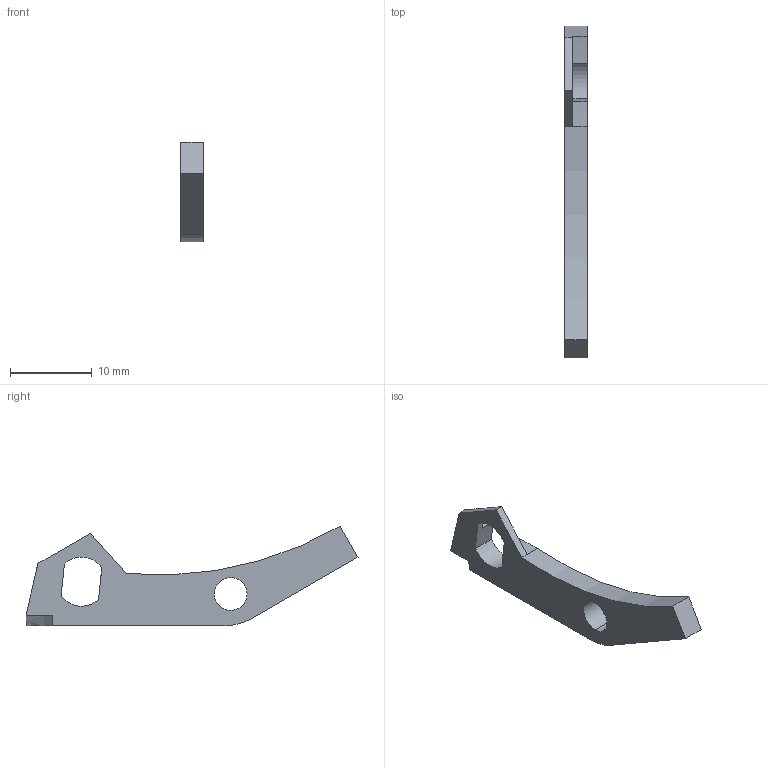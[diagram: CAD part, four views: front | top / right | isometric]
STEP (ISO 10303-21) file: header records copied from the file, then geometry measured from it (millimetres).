
FILE_DESCRIPTION (( 'STEP AP214' ), '1' );
FILE_NAME ('Accumulator - Carry Cam B.STEP', '2025-07-06T08:34:44', ( '' ), ( '' ), 'SwSTEP 2.0', 'SolidWorks 2025', '' );
FILE_SCHEMA (( 'AUTOMOTIVE_DESIGN' ));
Length unit declared in the file: millimetre
Products named in the file (1): Accumulator - Carry Cam B
Bounding box: 2.76 x 40.61 x 12.18 mm (x, y, z)
Volume: 604.2 mm3; surface area: 791.3 mm2
Topology: 1 solids, 1 shells, 23 faces, 65 edges, 43 vertices
Faces by surface type: plane 12, cylinder 10, bspline 1
Entity records: 800 total; most frequent: CARTESIAN_POINT 148, ORIENTED_EDGE 130, DIRECTION 128, EDGE_CURVE 65, VERTEX_POINT 43, AXIS2_PLACEMENT_3D 43, VECTOR 42, LINE 42
